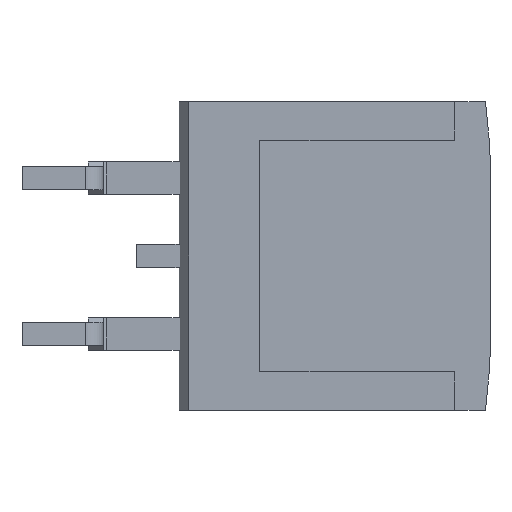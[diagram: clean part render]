
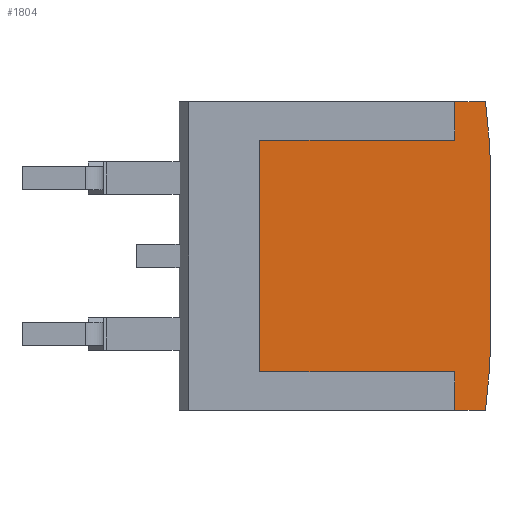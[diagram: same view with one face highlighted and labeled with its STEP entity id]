
A CAD part, front view. The second image highlights one B-rep face of the part: STEP entity #1804.
In plain terms, the highlighted planar face has unit normal (0, -1, 0).
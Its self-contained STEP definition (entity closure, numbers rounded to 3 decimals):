
#50 = CARTESIAN_POINT ( 'NONE',  ( 2.622, 0., 3.278 ) ) ;
#51 = DIRECTION ( 'NONE',  ( 0., 0., 1. ) ) ;
#98 = CIRCLE ( 'NONE', #526, 5. ) ;
#135 = VERTEX_POINT ( 'NONE', #1131 ) ;
#154 = VECTOR ( 'NONE', #1961, 1000. ) ;
#155 = CARTESIAN_POINT ( 'NONE',  ( 6.473, 0., 3.775 ) ) ;
#161 = CARTESIAN_POINT ( 'NONE',  ( 6.473, 0., -3.775 ) ) ;
#192 = CARTESIAN_POINT ( 'NONE',  ( 6.473, 0., -3.775 ) ) ;
#221 = LINE ( 'NONE', #483, #1065 ) ;
#307 = CARTESIAN_POINT ( 'NONE',  ( 7.598, 0., 3.776 ) ) ;
#311 = VECTOR ( 'NONE', #1891, 1000. ) ;
#330 = DIRECTION ( 'NONE',  ( 0., 0., 1. ) ) ;
#351 = VERTEX_POINT ( 'NONE', #2058 ) ;
#372 = VECTOR ( 'NONE', #51, 1000. ) ;
#440 = DIRECTION ( 'NONE',  ( 0.1, 0., -0.995 ) ) ;
#483 = CARTESIAN_POINT ( 'NONE',  ( 0.122, 0., 3.775 ) ) ;
#526 = AXIS2_PLACEMENT_3D ( 'NONE', #50, #1335, #1503 ) ;
#536 = EDGE_CURVE ( 'NONE', #1522, #2133, #1647, .T. ) ;
#552 = DIRECTION ( 'NONE',  ( 0., 0., 1. ) ) ;
#553 = VERTEX_POINT ( 'NONE', #1477 ) ;
#585 = VECTOR ( 'NONE', #777, 1000. ) ;
#593 = DIRECTION ( 'NONE',  ( 0., 0., 1. ) ) ;
#644 = EDGE_CURVE ( 'NONE', #670, #1663, #989, .T. ) ;
#670 = VERTEX_POINT ( 'NONE', #807 ) ;
#673 = CARTESIAN_POINT ( 'NONE',  ( 7.622, 0., -3.278 ) ) ;
#763 = CARTESIAN_POINT ( 'NONE',  ( 6.473, 0., 3.775 ) ) ;
#773 = CARTESIAN_POINT ( 'NONE',  ( 6.473, 0., -5.027 ) ) ;
#777 = DIRECTION ( 'NONE',  ( -1., 0., 0. ) ) ;
#785 = LINE ( 'NONE', #970, #585 ) ;
#801 = ORIENTED_EDGE ( 'NONE', *, *, #2105, .F. ) ;
#807 = CARTESIAN_POINT ( 'NONE',  ( 6.473, 0., 3.775 ) ) ;
#813 = LINE ( 'NONE', #1156, #1405 ) ;
#848 = AXIS2_PLACEMENT_3D ( 'NONE', #1442, #1447, #593 ) ;
#868 = CARTESIAN_POINT ( 'NONE',  ( 7.472, 0., -5.027 ) ) ;
#876 = DIRECTION ( 'NONE',  ( 1., 0., 0. ) ) ;
#892 = ORIENTED_EDGE ( 'NONE', *, *, #1371, .F. ) ;
#903 = VECTOR ( 'NONE', #1828, 1000. ) ;
#911 = ORIENTED_EDGE ( 'NONE', *, *, #1884, .F. ) ;
#925 = EDGE_LOOP ( 'NONE', ( #1849, #1769, #1389, #892, #1954, #1456, #1101, #1491, #2214, #801, #911, #1364 ) ) ;
#964 = VERTEX_POINT ( 'NONE', #1402 ) ;
#970 = CARTESIAN_POINT ( 'NONE',  ( 0.122, 0., -3.775 ) ) ;
#989 = LINE ( 'NONE', #763, #372 ) ;
#1043 = EDGE_CURVE ( 'NONE', #553, #670, #1072, .T. ) ;
#1059 = EDGE_CURVE ( 'NONE', #351, #1482, #1492, .T. ) ;
#1065 = VECTOR ( 'NONE', #330, 1000. ) ;
#1072 = LINE ( 'NONE', #155, #1959 ) ;
#1101 = ORIENTED_EDGE ( 'NONE', *, *, #1746, .F. ) ;
#1131 = CARTESIAN_POINT ( 'NONE',  ( 7.472, 0., 5.027 ) ) ;
#1148 = CIRCLE ( 'NONE', #848, 5. ) ;
#1156 = CARTESIAN_POINT ( 'NONE',  ( 7.472, 0., 5.027 ) ) ;
#1165 = EDGE_CURVE ( 'NONE', #2172, #964, #98, .T. ) ;
#1219 = EDGE_CURVE ( 'NONE', #1482, #1522, #1782, .T. ) ;
#1234 = VECTOR ( 'NONE', #1684, 1000. ) ;
#1267 = CARTESIAN_POINT ( 'NONE',  ( 0.122, 0., -3.775 ) ) ;
#1306 = DIRECTION ( 'NONE',  ( 0., 1., 0. ) ) ;
#1335 = DIRECTION ( 'NONE',  ( 0., 1., 0. ) ) ;
#1364 = ORIENTED_EDGE ( 'NONE', *, *, #536, .F. ) ;
#1371 = EDGE_CURVE ( 'NONE', #964, #2191, #1778, .T. ) ;
#1389 = ORIENTED_EDGE ( 'NONE', *, *, #1812, .F. ) ;
#1402 = CARTESIAN_POINT ( 'NONE',  ( 7.622, 0., 3.278 ) ) ;
#1404 = EDGE_CURVE ( 'NONE', #135, #2172, #813, .T. ) ;
#1405 = VECTOR ( 'NONE', #440, 1000. ) ;
#1442 = CARTESIAN_POINT ( 'NONE',  ( 2.622, 0., -3.278 ) ) ;
#1447 = DIRECTION ( 'NONE',  ( 0., 1., 0. ) ) ;
#1456 = ORIENTED_EDGE ( 'NONE', *, *, #1404, .F. ) ;
#1477 = CARTESIAN_POINT ( 'NONE',  ( 0.122, 0., 3.775 ) ) ;
#1482 = VERTEX_POINT ( 'NONE', #868 ) ;
#1491 = ORIENTED_EDGE ( 'NONE', *, *, #644, .F. ) ;
#1492 = LINE ( 'NONE', #1630, #2241 ) ;
#1503 = DIRECTION ( 'NONE',  ( 0., 0., 1. ) ) ;
#1522 = VERTEX_POINT ( 'NONE', #1924 ) ;
#1526 = AXIS2_PLACEMENT_3D ( 'NONE', #1639, #1306, #552 ) ;
#1547 = CARTESIAN_POINT ( 'NONE',  ( 7.622, 0., 3.278 ) ) ;
#1602 = VERTEX_POINT ( 'NONE', #1267 ) ;
#1630 = CARTESIAN_POINT ( 'NONE',  ( 7.472, 0., -5.027 ) ) ;
#1639 = CARTESIAN_POINT ( 'NONE',  ( 0., 0., 0. ) ) ;
#1647 = LINE ( 'NONE', #192, #154 ) ;
#1658 = CARTESIAN_POINT ( 'NONE',  ( 6.473, 0., 5.027 ) ) ;
#1663 = VERTEX_POINT ( 'NONE', #2123 ) ;
#1684 = DIRECTION ( 'NONE',  ( -1., 0., 0. ) ) ;
#1746 = EDGE_CURVE ( 'NONE', #1663, #135, #1775, .T. ) ;
#1769 = ORIENTED_EDGE ( 'NONE', *, *, #1059, .F. ) ;
#1775 = LINE ( 'NONE', #1658, #903 ) ;
#1778 = LINE ( 'NONE', #1547, #311 ) ;
#1782 = LINE ( 'NONE', #773, #1234 ) ;
#1804 = ADVANCED_FACE ( 'NONE', ( #1823 ), #2161, .F. ) ;
#1812 = EDGE_CURVE ( 'NONE', #2191, #351, #1148, .T. ) ;
#1823 = FACE_OUTER_BOUND ( 'NONE', #925, .T. ) ;
#1828 = DIRECTION ( 'NONE',  ( 1., 0., 0. ) ) ;
#1849 = ORIENTED_EDGE ( 'NONE', *, *, #1219, .F. ) ;
#1884 = EDGE_CURVE ( 'NONE', #2133, #1602, #785, .T. ) ;
#1891 = DIRECTION ( 'NONE',  ( 0., 0., -1. ) ) ;
#1924 = CARTESIAN_POINT ( 'NONE',  ( 6.473, 0., -5.027 ) ) ;
#1954 = ORIENTED_EDGE ( 'NONE', *, *, #1165, .F. ) ;
#1959 = VECTOR ( 'NONE', #876, 1000. ) ;
#1961 = DIRECTION ( 'NONE',  ( 0., 0., 1. ) ) ;
#2058 = CARTESIAN_POINT ( 'NONE',  ( 7.598, 0., -3.776 ) ) ;
#2105 = EDGE_CURVE ( 'NONE', #1602, #553, #221, .T. ) ;
#2123 = CARTESIAN_POINT ( 'NONE',  ( 6.473, 0., 5.027 ) ) ;
#2133 = VERTEX_POINT ( 'NONE', #161 ) ;
#2156 = DIRECTION ( 'NONE',  ( -0.1, 0., -0.995 ) ) ;
#2161 = PLANE ( 'NONE',  #1526 ) ;
#2172 = VERTEX_POINT ( 'NONE', #307 ) ;
#2191 = VERTEX_POINT ( 'NONE', #673 ) ;
#2214 = ORIENTED_EDGE ( 'NONE', *, *, #1043, .F. ) ;
#2241 = VECTOR ( 'NONE', #2156, 1000. ) ;
